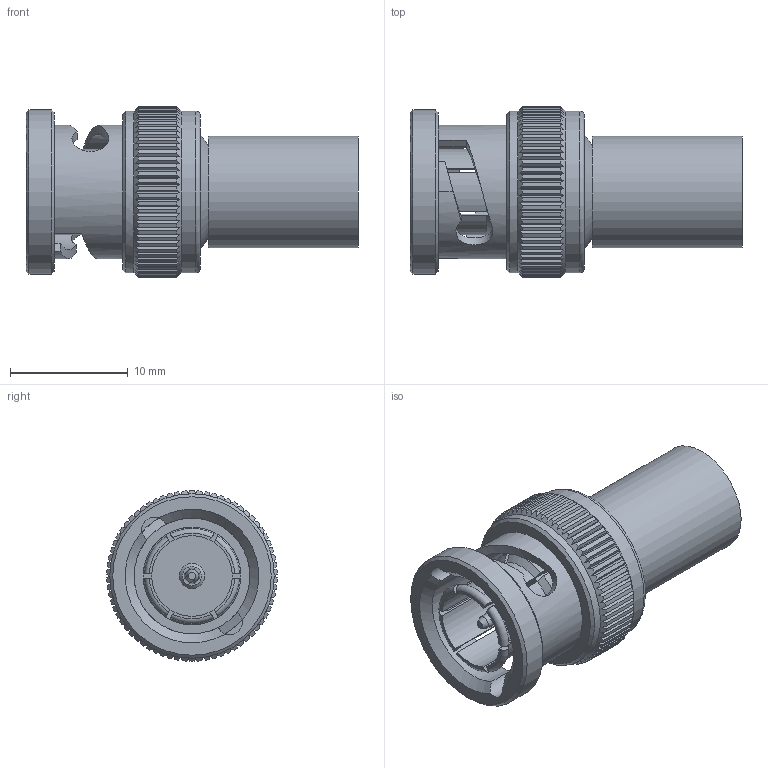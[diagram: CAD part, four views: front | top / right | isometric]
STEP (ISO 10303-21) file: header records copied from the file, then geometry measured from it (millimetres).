
FILE_DESCRIPTION (( 'STEP AP203' ), '1' );
FILE_NAME ('PE4598.step', '2020-01-06T22:09:31', ( '' ), ( '' ), 'SwSTEP 2.0', 'SolidWorks 2018', '' );
FILE_SCHEMA (( 'CONFIG_CONTROL_DESIGN' ));
Length unit declared in the file: inch
Products named in the file (1): PE4598
Bounding box: 28.2 x 14.5 x 14.5 mm (x, y, z)
Volume: 1700.2 mm3; surface area: 2692.3 mm2
Topology: 2 solids, 2 shells, 325 faces, 927 edges, 611 vertices
Faces by surface type: plane 179, cylinder 105, cone 18, bspline 16, torus 7
Full cylindrical faces by diameter (mm): 1.321 x1, 2.134 x1, 5 x1, 6.6 x1, 8.296 x1, 8.7 x1, 9.5 x1, 9.83 x1, 11.317 x1, 13.738 x2, 13.97 x1
Entity records: 11451 total; most frequent: CARTESIAN_POINT 3633, ORIENTED_EDGE 1778, DIRECTION 1383, EDGE_CURVE 889, VERTEX_POINT 598, AXIS2_PLACEMENT_3D 547, B_SPLINE_CURVE_WITH_KNOTS 361, EDGE_LOOP 357
